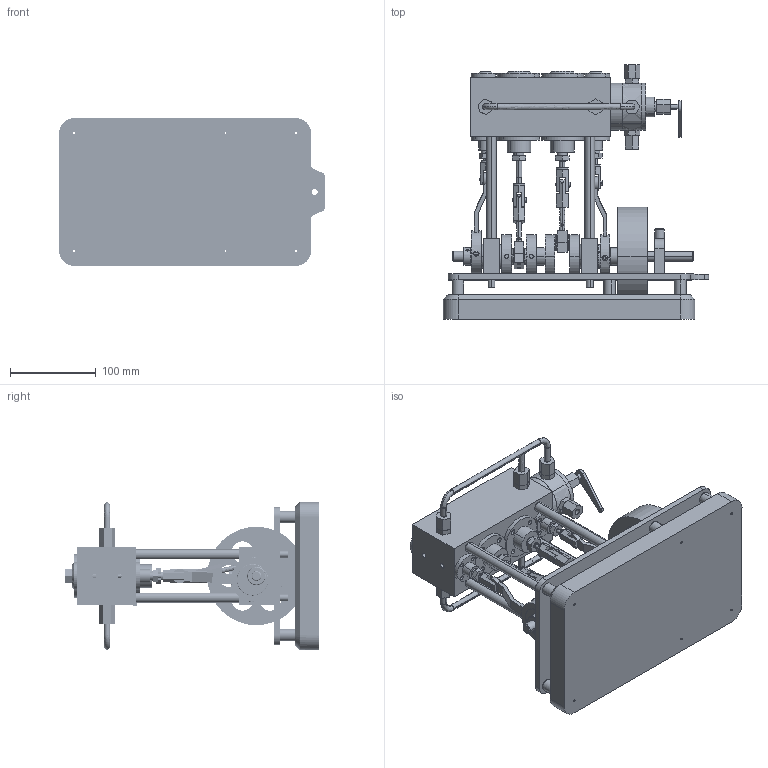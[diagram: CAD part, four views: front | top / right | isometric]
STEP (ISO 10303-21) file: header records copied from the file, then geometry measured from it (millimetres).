
FILE_DESCRIPTION(('FreeCAD Model'),'2;1');
FILE_NAME('Open CASCADE Shape Model','2025-05-03T09:11:41',('FreeCAD'),( 'FreeCAD'),'Open CASCADE STEP processor 7.6','FreeCAD','Unknown');
FILE_SCHEMA(('AUTOMOTIVE_DESIGN { 1 0 10303 214 1 1 1 1 }'));
Products named in the file (1): Open CASCADE STEP translator 7.6 1
Bounding box: 309.14 x 296.55 x 171.75 mm (x, y, z)
Volume: 3107022.9 mm3; surface area: 663744.7 mm2
Topology: 112 solids, 112 shells, 2007 faces, 4693 edges, 3055 vertices
Faces by surface type: bspline 2007
Entity records: 67442 total; most frequent: CARTESIAN_POINT 39657, ORIENTED_EDGE 9382, EDGE_CURVE 4691, VERTEX_POINT 3054, FACE_BOUND 2607, EDGE_LOOP 2607, B_SPLINE_CURVE_WITH_KNOTS 2409, ADVANCED_FACE 2005
